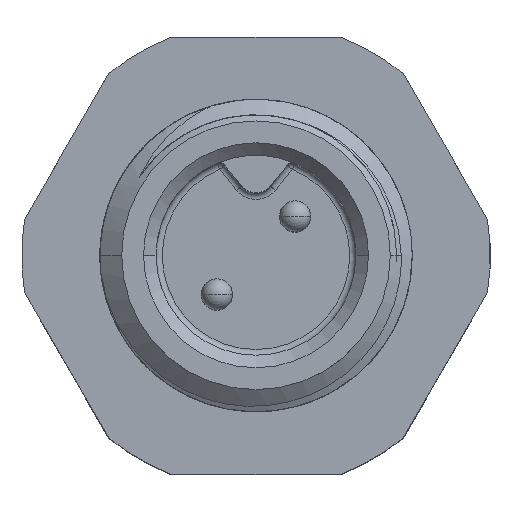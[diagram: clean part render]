
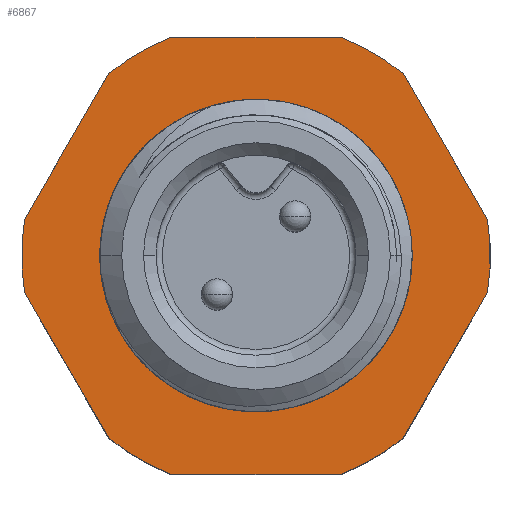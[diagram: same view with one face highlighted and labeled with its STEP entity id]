
A CAD part, top view. The second image highlights one B-rep face of the part: STEP entity #6867.
In plain terms, the highlighted planar face has unit normal (0, 0, 1).
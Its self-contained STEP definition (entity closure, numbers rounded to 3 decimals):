
#3836=CARTESIAN_POINT('',(0.,0.,-4.));
#3837=DIRECTION('',(0.,0.,1.));
#3838=DIRECTION('',(-0.359,0.933,0.));
#3839=AXIS2_PLACEMENT_3D('',#3836,#3837,#3838);
#3841=DIRECTION('',(-1.,0.,0.));
#3842=VECTOR('',#3841,2.693);
#3843=CARTESIAN_POINT('',(1.346,3.5,-4.));
#3844=LINE('',#3843,#3842);
#3845=CARTESIAN_POINT('',(0.,0.,-4.));
#3846=DIRECTION('',(0.,0.,1.));
#3847=DIRECTION('',(0.629,0.778,0.));
#3848=AXIS2_PLACEMENT_3D('',#3845,#3846,#3847);
#3850=DIRECTION('',(-0.5,0.866,0.));
#3851=VECTOR('',#3850,2.693);
#3852=CARTESIAN_POINT('',(3.704,0.584,-4.));
#3853=LINE('',#3852,#3851);
#3854=CARTESIAN_POINT('',(0.,0.,-4.));
#3855=DIRECTION('',(0.,0.,1.));
#3856=DIRECTION('',(0.988,-0.156,0.));
#3857=AXIS2_PLACEMENT_3D('',#3854,#3855,#3856);
#3859=DIRECTION('',(0.5,0.866,0.));
#3860=VECTOR('',#3859,2.693);
#3861=CARTESIAN_POINT('',(2.358,-2.916,-4.));
#3862=LINE('',#3861,#3860);
#3863=CARTESIAN_POINT('',(0.,0.,-4.));
#3864=DIRECTION('',(0.,0.,1.));
#3865=DIRECTION('',(0.359,-0.933,0.));
#3866=AXIS2_PLACEMENT_3D('',#3863,#3864,#3865);
#3868=DIRECTION('',(1.,0.,0.));
#3869=VECTOR('',#3868,2.693);
#3870=CARTESIAN_POINT('',(-1.346,-3.5,-4.));
#3871=LINE('',#3870,#3869);
#3872=CARTESIAN_POINT('',(0.,0.,-4.));
#3873=DIRECTION('',(0.,0.,1.));
#3874=DIRECTION('',(-0.629,-0.778,0.));
#3875=AXIS2_PLACEMENT_3D('',#3872,#3873,#3874);
#3877=DIRECTION('',(0.5,-0.866,0.));
#3878=VECTOR('',#3877,2.693);
#3879=CARTESIAN_POINT('',(-3.704,-0.584,-4.));
#3880=LINE('',#3879,#3878);
#3881=CARTESIAN_POINT('',(0.,0.,-4.));
#3882=DIRECTION('',(0.,0.,1.));
#3883=DIRECTION('',(-0.988,0.156,0.));
#3884=AXIS2_PLACEMENT_3D('',#3881,#3882,#3883);
#3886=DIRECTION('',(-0.5,-0.866,0.));
#3887=VECTOR('',#3886,2.693);
#3888=CARTESIAN_POINT('',(-2.358,2.916,-4.));
#3889=LINE('',#3888,#3887);
#3890=CARTESIAN_POINT('',(0.,0.,-4.));
#3891=DIRECTION('',(0.,0.,1.));
#3892=DIRECTION('',(-1.,0.,0.));
#3893=AXIS2_PLACEMENT_3D('',#3890,#3891,#3892);
#3895=CARTESIAN_POINT('',(0.,0.,-4.));
#3896=DIRECTION('',(0.,0.,1.));
#3897=DIRECTION('',(1.,0.,0.));
#3898=AXIS2_PLACEMENT_3D('',#3895,#3896,#3897);
#5426=CARTESIAN_POINT('',(-1.346,3.5,-4.));
#5427=CARTESIAN_POINT('',(-2.358,2.916,-4.));
#5428=VERTEX_POINT('',#5426);
#5429=VERTEX_POINT('',#5427);
#5430=CARTESIAN_POINT('',(-3.704,0.584,-4.));
#5431=VERTEX_POINT('',#5430);
#5432=CARTESIAN_POINT('',(-3.704,-0.584,-4.));
#5433=VERTEX_POINT('',#5432);
#5434=CARTESIAN_POINT('',(-2.358,-2.916,-4.));
#5435=VERTEX_POINT('',#5434);
#5436=CARTESIAN_POINT('',(-1.346,-3.5,-4.));
#5437=VERTEX_POINT('',#5436);
#5438=CARTESIAN_POINT('',(1.346,-3.5,-4.));
#5439=VERTEX_POINT('',#5438);
#5440=CARTESIAN_POINT('',(2.358,-2.916,-4.));
#5441=VERTEX_POINT('',#5440);
#5442=CARTESIAN_POINT('',(3.704,-0.584,-4.));
#5443=VERTEX_POINT('',#5442);
#5444=CARTESIAN_POINT('',(3.704,0.584,-4.));
#5445=VERTEX_POINT('',#5444);
#5446=CARTESIAN_POINT('',(2.358,2.916,-4.));
#5447=VERTEX_POINT('',#5446);
#5448=CARTESIAN_POINT('',(1.346,3.5,-4.));
#5449=VERTEX_POINT('',#5448);
#5474=CARTESIAN_POINT('',(-2.35,0.,-4.));
#5475=CARTESIAN_POINT('',(2.35,0.,-4.));
#5476=VERTEX_POINT('',#5474);
#5477=VERTEX_POINT('',#5475);
#6831=CARTESIAN_POINT('',(0.,0.,-4.));
#6832=DIRECTION('',(0.,0.,1.));
#6833=DIRECTION('',(1.,0.,0.));
#6834=AXIS2_PLACEMENT_3D('',#6831,#6832,#6833);
#6835=PLANE('',#6834);
#6837=ORIENTED_EDGE('',*,*,#6836,.F.);
#6839=ORIENTED_EDGE('',*,*,#6838,.F.);
#6841=ORIENTED_EDGE('',*,*,#6840,.F.);
#6843=ORIENTED_EDGE('',*,*,#6842,.F.);
#6845=ORIENTED_EDGE('',*,*,#6844,.F.);
#6847=ORIENTED_EDGE('',*,*,#6846,.F.);
#6849=ORIENTED_EDGE('',*,*,#6848,.F.);
#6851=ORIENTED_EDGE('',*,*,#6850,.F.);
#6853=ORIENTED_EDGE('',*,*,#6852,.F.);
#6855=ORIENTED_EDGE('',*,*,#6854,.F.);
#6857=ORIENTED_EDGE('',*,*,#6856,.F.);
#6859=ORIENTED_EDGE('',*,*,#6858,.F.);
#6860=EDGE_LOOP('',(#6837,#6839,#6841,#6843,#6845,#6847,#6849,#6851,#6853,#6855,
#6857,#6859));
#6861=FACE_OUTER_BOUND('',#6860,.F.);
#6863=ORIENTED_EDGE('',*,*,#6862,.T.);
#6864=ORIENTED_EDGE('',*,*,#6821,.T.);
#6865=EDGE_LOOP('',(#6863,#6864));
#6866=FACE_BOUND('',#6865,.F.);
#3840=CIRCLE('',#3839,3.75);
#3849=CIRCLE('',#3848,3.75);
#3858=CIRCLE('',#3857,3.75);
#3867=CIRCLE('',#3866,3.75);
#3876=CIRCLE('',#3875,3.75);
#3885=CIRCLE('',#3884,3.75);
#3894=CIRCLE('',#3893,2.35);
#3899=CIRCLE('',#3898,2.35);
#6821=EDGE_CURVE('',#5477,#5476,#3899,.T.);
#6836=EDGE_CURVE('',#5428,#5429,#3840,.T.);
#6838=EDGE_CURVE('',#5449,#5428,#3844,.T.);
#6840=EDGE_CURVE('',#5447,#5449,#3849,.T.);
#6842=EDGE_CURVE('',#5445,#5447,#3853,.T.);
#6844=EDGE_CURVE('',#5443,#5445,#3858,.T.);
#6846=EDGE_CURVE('',#5441,#5443,#3862,.T.);
#6848=EDGE_CURVE('',#5439,#5441,#3867,.T.);
#6850=EDGE_CURVE('',#5437,#5439,#3871,.T.);
#6852=EDGE_CURVE('',#5435,#5437,#3876,.T.);
#6854=EDGE_CURVE('',#5433,#5435,#3880,.T.);
#6856=EDGE_CURVE('',#5431,#5433,#3885,.T.);
#6858=EDGE_CURVE('',#5429,#5431,#3889,.T.);
#6862=EDGE_CURVE('',#5476,#5477,#3894,.T.);
#6867=ADVANCED_FACE('',(#6861,#6866),#6835,.T.);
